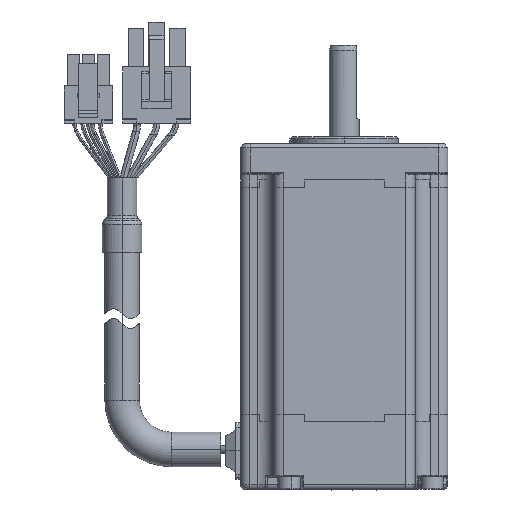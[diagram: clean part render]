
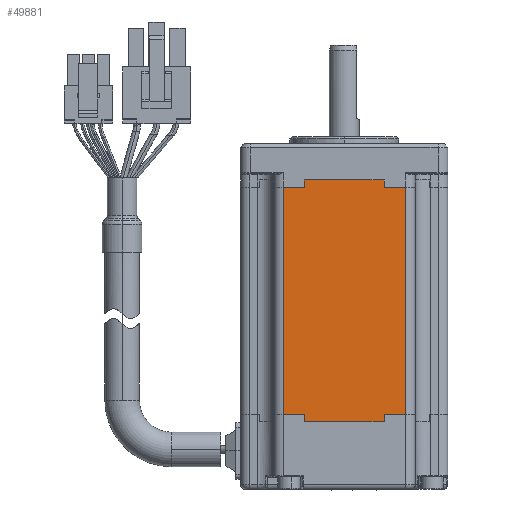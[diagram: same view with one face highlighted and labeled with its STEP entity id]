
A CAD part, left-side view. The second image highlights one B-rep face of the part: STEP entity #49881.
In plain terms, the highlighted planar face has unit normal (-1, 0, 0).
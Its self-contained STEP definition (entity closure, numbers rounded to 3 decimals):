
#49873 = VERTEX_POINT ( 'NONE', #63993 ) ;
#49881 = ADVANCED_FACE ( 'NONE', ( #63992 ), #63986, .T. ) ;
#49884 = EDGE_LOOP ( 'NONE', ( #49885, #49886, #49997, #50000, #50003, #50009, #49965, #49971, #49977, #49983, #49989, #50098 ) ) ;
#49885 = ORIENTED_EDGE ( 'NONE', *, *, #50027, .F. ) ;
#49886 = ORIENTED_EDGE ( 'NONE', *, *, #49995, .T. ) ;
#49965 = ORIENTED_EDGE ( 'NONE', *, *, #49967, .T. ) ;
#49967 = EDGE_CURVE ( 'NONE', #50013, #49969, #64075, .T. ) ;
#49969 = VERTEX_POINT ( 'NONE', #64071 ) ;
#49971 = ORIENTED_EDGE ( 'NONE', *, *, #49973, .T. ) ;
#49973 = EDGE_CURVE ( 'NONE', #49969, #49975, #64070, .T. ) ;
#49975 = VERTEX_POINT ( 'NONE', #64066 ) ;
#49977 = ORIENTED_EDGE ( 'NONE', *, *, #49979, .T. ) ;
#49979 = EDGE_CURVE ( 'NONE', #49975, #49981, #64065, .T. ) ;
#49981 = VERTEX_POINT ( 'NONE', #64061 ) ;
#49983 = ORIENTED_EDGE ( 'NONE', *, *, #49985, .F. ) ;
#49985 = EDGE_CURVE ( 'NONE', #49987, #49981, #64060, .T. ) ;
#49987 = VERTEX_POINT ( 'NONE', #64120 ) ;
#49989 = ORIENTED_EDGE ( 'NONE', *, *, #49991, .T. ) ;
#49991 = EDGE_CURVE ( 'NONE', #49987, #49994, #64119, .T. ) ;
#49994 = VERTEX_POINT ( 'NONE', #64115 ) ;
#49995 = EDGE_CURVE ( 'NONE', #50024, #49996, #64114, .T. ) ;
#49996 = VERTEX_POINT ( 'NONE', #64110 ) ;
#49997 = ORIENTED_EDGE ( 'NONE', *, *, #49998, .F. ) ;
#49998 = EDGE_CURVE ( 'NONE', #49999, #49996, #64109, .T. ) ;
#49999 = VERTEX_POINT ( 'NONE', #64105 ) ;
#50000 = ORIENTED_EDGE ( 'NONE', *, *, #50001, .T. ) ;
#50001 = EDGE_CURVE ( 'NONE', #49999, #50002, #64104, .T. ) ;
#50002 = VERTEX_POINT ( 'NONE', #64100 ) ;
#50003 = ORIENTED_EDGE ( 'NONE', *, *, #50005, .F. ) ;
#50005 = EDGE_CURVE ( 'NONE', #50007, #50002, #64099, .T. ) ;
#50007 = VERTEX_POINT ( 'NONE', #64095 ) ;
#50009 = ORIENTED_EDGE ( 'NONE', *, *, #50011, .T. ) ;
#50011 = EDGE_CURVE ( 'NONE', #50007, #50013, #64094, .T. ) ;
#50013 = VERTEX_POINT ( 'NONE', #64154 ) ;
#50024 = VERTEX_POINT ( 'NONE', #64148 ) ;
#50027 = EDGE_CURVE ( 'NONE', #50024, #49873, #64147, .T. ) ;
#50098 = ORIENTED_EDGE ( 'NONE', *, *, #50100, .T. ) ;
#50100 = EDGE_CURVE ( 'NONE', #49994, #49873, #64211, .T. ) ;
#63982 = DIRECTION ( 'NONE',  ( 0., 0., 1. ) ) ;
#63983 = DIRECTION ( 'NONE',  ( -1., 0., 0. ) ) ;
#63984 = CARTESIAN_POINT ( 'NONE',  ( -21., 12.351, -24.5 ) ) ;
#63985 = AXIS2_PLACEMENT_3D ( 'NONE', #63984, #63983, #63982 ) ;
#63986 = PLANE ( 'NONE',  #63985 ) ;
#63992 = FACE_OUTER_BOUND ( 'NONE', #49884, .T. ) ;
#63993 = CARTESIAN_POINT ( 'NONE',  ( -21., 12.351, 23. ) ) ;
#64060 = LINE ( 'NONE', #64123, #64122 ) ;
#64061 = CARTESIAN_POINT ( 'NONE',  ( -21., -8.078, 24.5 ) ) ;
#64062 = DIRECTION ( 'NONE',  ( 0., 0., 1. ) ) ;
#64063 = VECTOR ( 'NONE', #64062, 1000. ) ;
#64064 = CARTESIAN_POINT ( 'NONE',  ( -21., -8.078, 23. ) ) ;
#64065 = LINE ( 'NONE', #64064, #64063 ) ;
#64066 = CARTESIAN_POINT ( 'NONE',  ( -21., -8.078, 23. ) ) ;
#64067 = DIRECTION ( 'NONE',  ( 0., 1., 0. ) ) ;
#64068 = VECTOR ( 'NONE', #64067, 1000. ) ;
#64069 = CARTESIAN_POINT ( 'NONE',  ( -21., 12.351, 23. ) ) ;
#64070 = LINE ( 'NONE', #64069, #64068 ) ;
#64071 = CARTESIAN_POINT ( 'NONE',  ( -21., -12.351, 23. ) ) ;
#64072 = DIRECTION ( 'NONE',  ( 0., 0., 1. ) ) ;
#64073 = VECTOR ( 'NONE', #64072, 1000. ) ;
#64074 = CARTESIAN_POINT ( 'NONE',  ( -21., -12.351, -24.5 ) ) ;
#64075 = LINE ( 'NONE', #64074, #64073 ) ;
#64092 = VECTOR ( 'NONE', #64155, 1000. ) ;
#64093 = CARTESIAN_POINT ( 'NONE',  ( -21., 12.351, -23. ) ) ;
#64094 = LINE ( 'NONE', #64093, #64092 ) ;
#64095 = CARTESIAN_POINT ( 'NONE',  ( -21., -8.078, -23. ) ) ;
#64096 = DIRECTION ( 'NONE',  ( 0., 0., -1. ) ) ;
#64097 = VECTOR ( 'NONE', #64096, 1000. ) ;
#64098 = CARTESIAN_POINT ( 'NONE',  ( -21., -8.078, -23. ) ) ;
#64099 = LINE ( 'NONE', #64098, #64097 ) ;
#64100 = CARTESIAN_POINT ( 'NONE',  ( -21., -8.078, -24.5 ) ) ;
#64101 = DIRECTION ( 'NONE',  ( 0., -1., 0. ) ) ;
#64102 = VECTOR ( 'NONE', #64101, 1000. ) ;
#64103 = CARTESIAN_POINT ( 'NONE',  ( -21., 12.351, -24.5 ) ) ;
#64104 = LINE ( 'NONE', #64103, #64102 ) ;
#64105 = CARTESIAN_POINT ( 'NONE',  ( -21., 8.078, -24.5 ) ) ;
#64106 = DIRECTION ( 'NONE',  ( 0., 0., 1. ) ) ;
#64107 = VECTOR ( 'NONE', #64106, 1000. ) ;
#64108 = CARTESIAN_POINT ( 'NONE',  ( -21., 8.078, -23. ) ) ;
#64109 = LINE ( 'NONE', #64108, #64107 ) ;
#64110 = CARTESIAN_POINT ( 'NONE',  ( -21., 8.078, -23. ) ) ;
#64111 = DIRECTION ( 'NONE',  ( 0., -1., 0. ) ) ;
#64112 = VECTOR ( 'NONE', #64111, 1000. ) ;
#64113 = CARTESIAN_POINT ( 'NONE',  ( -21., 12.351, -23. ) ) ;
#64114 = LINE ( 'NONE', #64113, #64112 ) ;
#64115 = CARTESIAN_POINT ( 'NONE',  ( -21., 8.078, 23. ) ) ;
#64116 = DIRECTION ( 'NONE',  ( 0., 0., -1. ) ) ;
#64117 = VECTOR ( 'NONE', #64116, 1000. ) ;
#64118 = CARTESIAN_POINT ( 'NONE',  ( -21., 8.078, 23. ) ) ;
#64119 = LINE ( 'NONE', #64118, #64117 ) ;
#64120 = CARTESIAN_POINT ( 'NONE',  ( -21., 8.078, 24.5 ) ) ;
#64121 = DIRECTION ( 'NONE',  ( 0., -1., 0. ) ) ;
#64122 = VECTOR ( 'NONE', #64121, 1000. ) ;
#64123 = CARTESIAN_POINT ( 'NONE',  ( -21., 12.351, 24.5 ) ) ;
#64144 = DIRECTION ( 'NONE',  ( 0., 0., 1. ) ) ;
#64145 = VECTOR ( 'NONE', #64144, 1000. ) ;
#64146 = CARTESIAN_POINT ( 'NONE',  ( -21., 12.351, -24.5 ) ) ;
#64147 = LINE ( 'NONE', #64146, #64145 ) ;
#64148 = CARTESIAN_POINT ( 'NONE',  ( -21., 12.351, -23. ) ) ;
#64154 = CARTESIAN_POINT ( 'NONE',  ( -21., -12.351, -23. ) ) ;
#64155 = DIRECTION ( 'NONE',  ( 0., -1., 0. ) ) ;
#64204 = DIRECTION ( 'NONE',  ( 0., 1., 0. ) ) ;
#64205 = VECTOR ( 'NONE', #64204, 1000. ) ;
#64206 = CARTESIAN_POINT ( 'NONE',  ( -21., 12.351, 23. ) ) ;
#64211 = LINE ( 'NONE', #64206, #64205 ) ;
